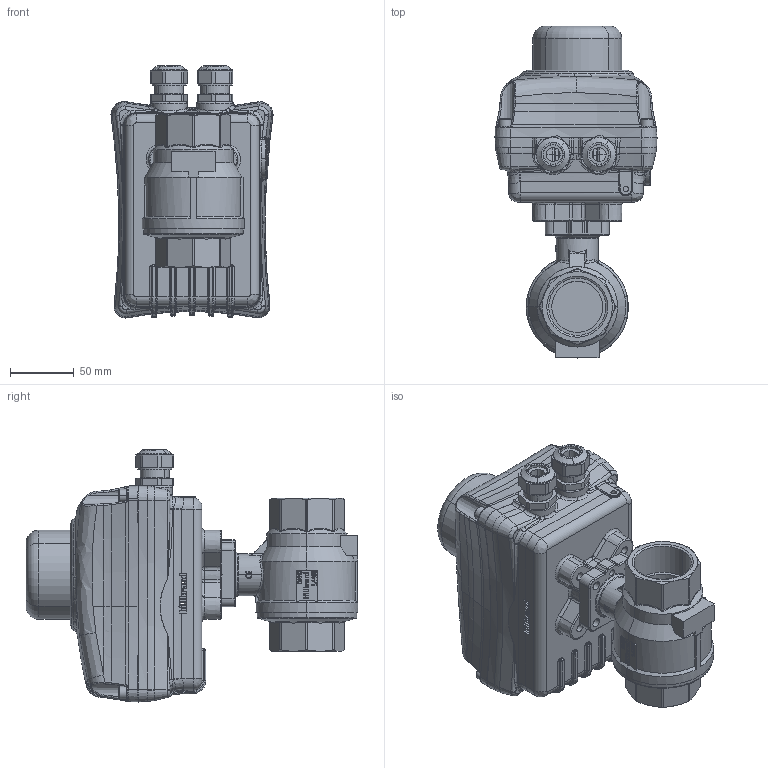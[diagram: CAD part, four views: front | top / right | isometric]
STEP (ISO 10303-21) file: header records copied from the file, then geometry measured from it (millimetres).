
FILE_DESCRIPTION (( 'STEP AP214' ), '1' );
FILE_NAME ('08 05 15X TW 230.step', '2019-07-10T08:10:16', ( '' ), ( '' ), 'SwSTEP 2.0', 'SolidWorks 2018', '' );
FILE_SCHEMA (( 'AUTOMOTIVE_DESIGN' ));
Length unit declared in the file: millimetre
Products named in the file (5): Rot; 08 05 230; 08 05 15X TW 230; Gelb; 0887E 15
Assembly tree (4 placements, depth 2):
  08 05 15X TW 230
    08 05 230
    0887E 15
    Rot
    Gelb
Bounding box: 127.04 x 260 x 197.43 mm (x, y, z)
Volume: 81079 mm3; surface area: 178301.2 mm2
Topology: 4 solids, 18 shells, 2003 faces, 5518 edges, 3473 vertices
Faces by surface type: bspline 715, plane 578, cylinder 458, cone 200, torus 52
Entity records: 106573 total; most frequent: CARTESIAN_POINT 39937, ORIENTED_EDGE 10337, DIRECTION 7594, EDGE_CURVE 5484, VERTEX_POINT 3473, AXIS2_PLACEMENT_3D 2786, EDGE_LOOP 2117, VECTOR 2022
